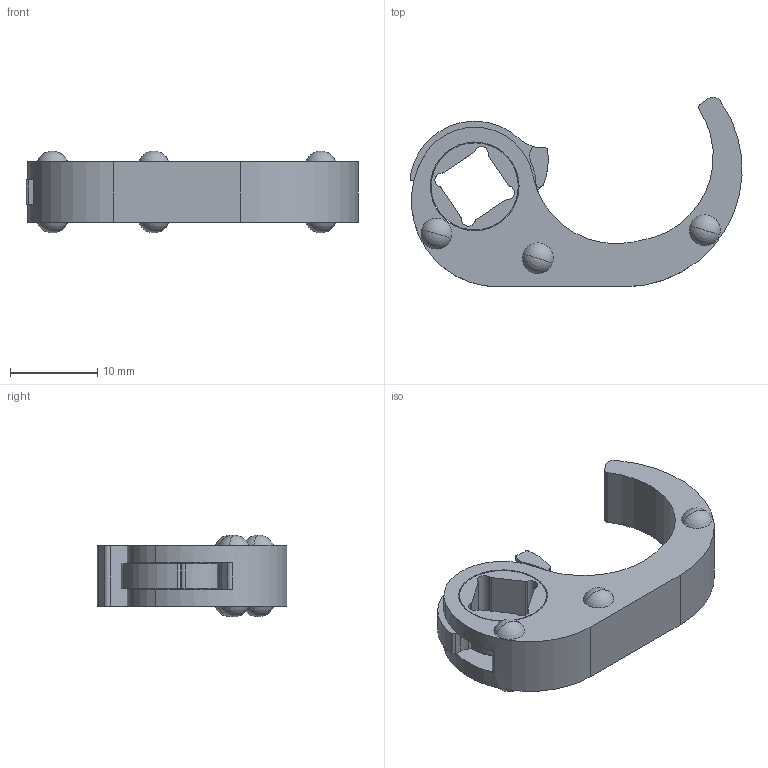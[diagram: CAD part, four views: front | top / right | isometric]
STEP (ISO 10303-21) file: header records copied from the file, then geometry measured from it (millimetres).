
FILE_DESCRIPTION(('CATIA V5 STEP Exchange','CAx-IF Rec.Pracs.--- Model Styling and Organization---1.4--- 2014-01-23'),'2;1');
FILE_NAME ('025877-3_0_1900120000_1900120000.stp','2020-07-14T05:21:39+00:00',('none'),('Weidmueller'),'CATIA Version 5-6 Release 2016 SP3 HF44','CATIA V5 STEP AP214','none');
FILE_SCHEMA(('AUTOMOTIVE_DESIGN { 1 0 10303 214 1 1 1 1 }'));
Length unit declared in the file: millimetre
Products named in the file (1): 1900120000
Bounding box: 38.16 x 21.8 x 9.41 mm (x, y, z)
Volume: 2357.3 mm3; surface area: 2877.2 mm2
Topology: 5 solids, 5 shells, 117 faces, 325 edges, 210 vertices
Faces by surface type: cylinder 69, plane 36, sphere 12
Entity records: 3506 total; most frequent: ORIENTED_EDGE 626, CARTESIAN_POINT 616, DIRECTION 497, EDGE_CURVE 313, AXIS2_PLACEMENT_3D 269, VERTEX_POINT 210, CIRCLE 176, VECTOR 137
